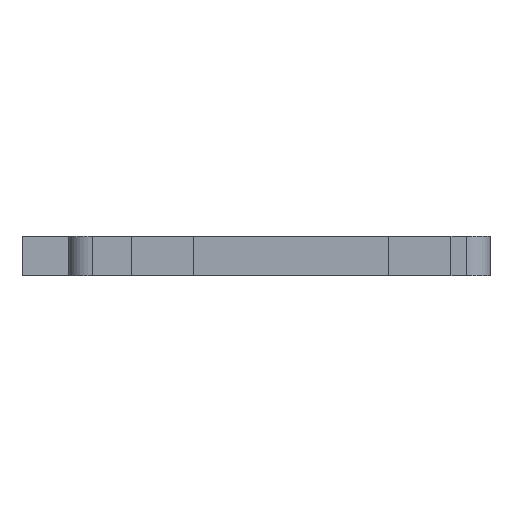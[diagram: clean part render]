
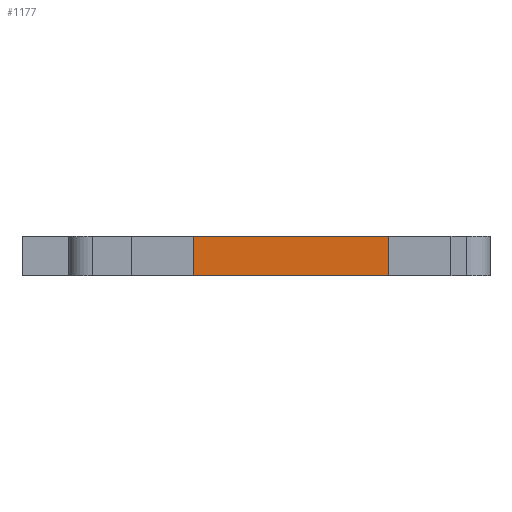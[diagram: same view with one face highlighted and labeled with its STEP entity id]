
A CAD part, left-side view. The second image highlights one B-rep face of the part: STEP entity #1177.
In plain terms, the highlighted planar face has unit normal (-1, 0, 0).
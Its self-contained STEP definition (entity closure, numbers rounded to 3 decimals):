
#145 = VERTEX_POINT('',#146);
#146 = CARTESIAN_POINT('',(0.,38.,0.));
#152 = EDGE_CURVE('',#145,#153,#155,.T.);
#153 = VERTEX_POINT('',#154);
#154 = CARTESIAN_POINT('',(0.,13.,0.));
#155 = LINE('',#156,#157);
#156 = CARTESIAN_POINT('',(0.,38.,0.));
#157 = VECTOR('',#158,1.);
#158 = DIRECTION('',(0.,-1.,0.));
#559 = VERTEX_POINT('',#560);
#560 = CARTESIAN_POINT('',(0.,38.,5.));
#566 = EDGE_CURVE('',#559,#567,#569,.T.);
#567 = VERTEX_POINT('',#568);
#568 = CARTESIAN_POINT('',(0.,13.,5.));
#569 = LINE('',#570,#571);
#570 = CARTESIAN_POINT('',(0.,38.,5.));
#571 = VECTOR('',#572,1.);
#572 = DIRECTION('',(0.,-1.,0.));
#1149 = EDGE_CURVE('',#145,#559,#1150,.T.);
#1150 = LINE('',#1151,#1152);
#1151 = CARTESIAN_POINT('',(0.,38.,0.));
#1152 = VECTOR('',#1153,1.);
#1153 = DIRECTION('',(0.,0.,1.));
#1177 = ADVANCED_FACE('',(#1178),#1189,.F.);
#1178 = FACE_BOUND('',#1179,.F.);
#1179 = EDGE_LOOP('',(#1180,#1181,#1182,#1188));
#1180 = ORIENTED_EDGE('',*,*,#1149,.T.);
#1181 = ORIENTED_EDGE('',*,*,#566,.T.);
#1182 = ORIENTED_EDGE('',*,*,#1183,.F.);
#1183 = EDGE_CURVE('',#153,#567,#1184,.T.);
#1184 = LINE('',#1185,#1186);
#1185 = CARTESIAN_POINT('',(0.,13.,0.));
#1186 = VECTOR('',#1187,1.);
#1187 = DIRECTION('',(0.,0.,1.));
#1188 = ORIENTED_EDGE('',*,*,#152,.F.);
#1189 = PLANE('',#1190);
#1190 = AXIS2_PLACEMENT_3D('',#1191,#1192,#1193);
#1191 = CARTESIAN_POINT('',(0.,38.,0.));
#1192 = DIRECTION('',(1.,0.,0.));
#1193 = DIRECTION('',(0.,-1.,0.));
